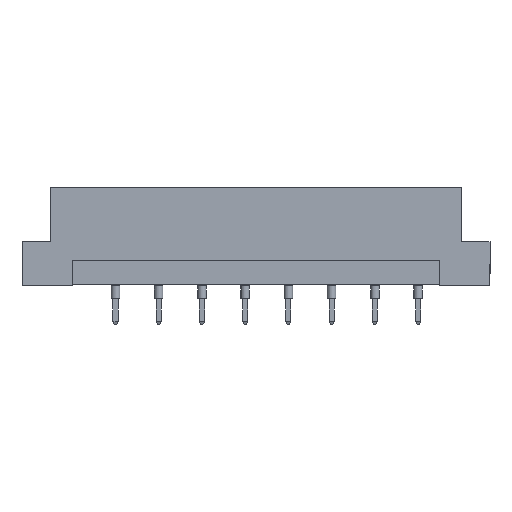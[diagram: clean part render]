
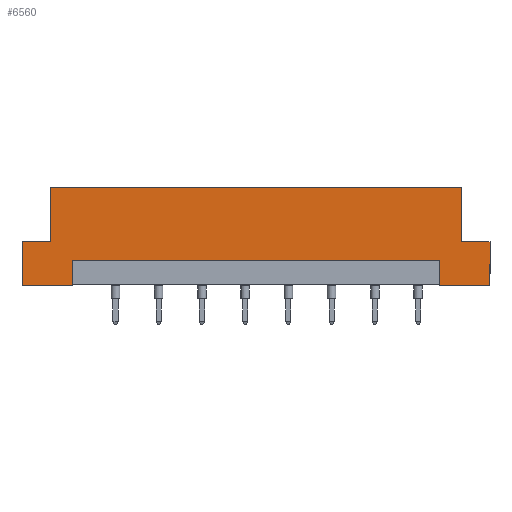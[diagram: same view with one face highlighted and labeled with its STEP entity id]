
A CAD part, front view. The second image highlights one B-rep face of the part: STEP entity #6560.
In plain terms, the highlighted planar face has unit normal (0, -1, 0).
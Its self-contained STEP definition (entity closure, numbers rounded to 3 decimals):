
#179 = CARTESIAN_POINT ( 'NONE',  ( -27.5, -4.3, 5.2 ) ) ;
#231 = VECTOR ( 'NONE', #1013, 1000. ) ;
#291 = EDGE_CURVE ( 'NONE', #6488, #2272, #386, .T. ) ;
#298 = LINE ( 'NONE', #6192, #3914 ) ;
#317 = CARTESIAN_POINT ( 'NONE',  ( -24.2, -4.3, 5.2 ) ) ;
#380 = CARTESIAN_POINT ( 'NONE',  ( -27.5, -4.3, 5.2 ) ) ;
#386 = LINE ( 'NONE', #317, #965 ) ;
#547 = CARTESIAN_POINT ( 'NONE',  ( 27.5, -4.3, 0. ) ) ;
#558 = EDGE_CURVE ( 'NONE', #4053, #6233, #706, .T. ) ;
#565 = DIRECTION ( 'NONE',  ( 0., 0., -1. ) ) ;
#602 = DIRECTION ( 'NONE',  ( 1., 0., 0. ) ) ;
#607 = CARTESIAN_POINT ( 'NONE',  ( -21.6, -4.3, 0. ) ) ;
#654 = CARTESIAN_POINT ( 'NONE',  ( -24.2, -4.3, 5.2 ) ) ;
#674 = EDGE_CURVE ( 'NONE', #4411, #6488, #4569, .T. ) ;
#706 = LINE ( 'NONE', #1185, #5005 ) ;
#719 = EDGE_LOOP ( 'NONE', ( #3977, #5352, #1067, #5408, #1017, #2641, #6444, #3864, #3343, #6584, #3232, #5366 ) ) ;
#767 = VECTOR ( 'NONE', #4639, 1000. ) ;
#938 = LINE ( 'NONE', #1397, #767 ) ;
#965 = VECTOR ( 'NONE', #6211, 1000. ) ;
#1013 = DIRECTION ( 'NONE',  ( 1., 0., 0. ) ) ;
#1017 = ORIENTED_EDGE ( 'NONE', *, *, #4424, .F. ) ;
#1067 = ORIENTED_EDGE ( 'NONE', *, *, #6388, .T. ) ;
#1185 = CARTESIAN_POINT ( 'NONE',  ( 27.5, -4.3, 11.6 ) ) ;
#1296 = DIRECTION ( 'NONE',  ( 1., 0., 0. ) ) ;
#1397 = CARTESIAN_POINT ( 'NONE',  ( 21.6, -4.3, 0.2 ) ) ;
#1505 = CARTESIAN_POINT ( 'NONE',  ( -21.6, -4.3, 3. ) ) ;
#1530 = EDGE_CURVE ( 'NONE', #4051, #5608, #6547, .T. ) ;
#1536 = LINE ( 'NONE', #6426, #3237 ) ;
#1616 = EDGE_CURVE ( 'NONE', #3690, #3454, #938, .T. ) ;
#1693 = CARTESIAN_POINT ( 'NONE',  ( 24.2, -4.3, 11.6 ) ) ;
#1710 = EDGE_CURVE ( 'NONE', #2272, #6868, #1536, .T. ) ;
#1747 = EDGE_CURVE ( 'NONE', #5532, #3454, #6879, .T. ) ;
#1751 = DIRECTION ( 'NONE',  ( 0., 0., -1. ) ) ;
#1896 = VECTOR ( 'NONE', #1296, 1000. ) ;
#1966 = PLANE ( 'NONE',  #2548 ) ;
#2233 = LINE ( 'NONE', #6029, #2664 ) ;
#2272 = VERTEX_POINT ( 'NONE', #5272 ) ;
#2298 = DIRECTION ( 'NONE',  ( 1., 0., 0. ) ) ;
#2548 = AXIS2_PLACEMENT_3D ( 'NONE', #3015, #5010, #4054 ) ;
#2641 = ORIENTED_EDGE ( 'NONE', *, *, #5027, .T. ) ;
#2664 = VECTOR ( 'NONE', #2298, 1000. ) ;
#2735 = CARTESIAN_POINT ( 'NONE',  ( -21.6, -4.3, 3. ) ) ;
#3015 = CARTESIAN_POINT ( 'NONE',  ( 27.5, -4.3, 11.6 ) ) ;
#3232 = ORIENTED_EDGE ( 'NONE', *, *, #1530, .T. ) ;
#3237 = VECTOR ( 'NONE', #602, 1000. ) ;
#3286 = DIRECTION ( 'NONE',  ( 1., 0., 0. ) ) ;
#3343 = ORIENTED_EDGE ( 'NONE', *, *, #674, .F. ) ;
#3402 = EDGE_CURVE ( 'NONE', #4411, #4051, #5267, .T. ) ;
#3454 = VERTEX_POINT ( 'NONE', #5820 ) ;
#3645 = CARTESIAN_POINT ( 'NONE',  ( -27.5, -4.3, 11.6 ) ) ;
#3657 = CARTESIAN_POINT ( 'NONE',  ( -21.6, -4.3, 0.2 ) ) ;
#3690 = VERTEX_POINT ( 'NONE', #5050 ) ;
#3864 = ORIENTED_EDGE ( 'NONE', *, *, #291, .F. ) ;
#3909 = CARTESIAN_POINT ( 'NONE',  ( -27.5, -4.3, 0. ) ) ;
#3914 = VECTOR ( 'NONE', #4556, 1000. ) ;
#3977 = ORIENTED_EDGE ( 'NONE', *, *, #1747, .T. ) ;
#4020 = VERTEX_POINT ( 'NONE', #4899 ) ;
#4051 = VERTEX_POINT ( 'NONE', #3909 ) ;
#4053 = VERTEX_POINT ( 'NONE', #6051 ) ;
#4054 = DIRECTION ( 'NONE',  ( -1., 0., 0. ) ) ;
#4176 = DIRECTION ( 'NONE',  ( 0., 0., -1. ) ) ;
#4260 = EDGE_CURVE ( 'NONE', #5532, #5608, #4780, .T. ) ;
#4411 = VERTEX_POINT ( 'NONE', #179 ) ;
#4424 = EDGE_CURVE ( 'NONE', #4020, #4053, #4987, .T. ) ;
#4531 = DIRECTION ( 'NONE',  ( 1., 0., 0. ) ) ;
#4549 = VECTOR ( 'NONE', #4531, 1000. ) ;
#4556 = DIRECTION ( 'NONE',  ( 0., 0., 1. ) ) ;
#4569 = LINE ( 'NONE', #380, #4549 ) ;
#4585 = FACE_OUTER_BOUND ( 'NONE', #719, .T. ) ;
#4639 = DIRECTION ( 'NONE',  ( 0., 0., 1. ) ) ;
#4780 = LINE ( 'NONE', #3657, #5142 ) ;
#4899 = CARTESIAN_POINT ( 'NONE',  ( 24.2, -4.3, 5.2 ) ) ;
#4987 = LINE ( 'NONE', #5029, #6592 ) ;
#5005 = VECTOR ( 'NONE', #1751, 1000. ) ;
#5010 = DIRECTION ( 'NONE',  ( 0., 1., 0. ) ) ;
#5027 = EDGE_CURVE ( 'NONE', #4020, #6868, #298, .T. ) ;
#5029 = CARTESIAN_POINT ( 'NONE',  ( 27.5, -4.3, 5.2 ) ) ;
#5050 = CARTESIAN_POINT ( 'NONE',  ( 21.6, -4.3, 0. ) ) ;
#5142 = VECTOR ( 'NONE', #565, 1000. ) ;
#5267 = LINE ( 'NONE', #3645, #5575 ) ;
#5272 = CARTESIAN_POINT ( 'NONE',  ( -24.2, -4.3, 11.6 ) ) ;
#5352 = ORIENTED_EDGE ( 'NONE', *, *, #1616, .F. ) ;
#5366 = ORIENTED_EDGE ( 'NONE', *, *, #4260, .F. ) ;
#5408 = ORIENTED_EDGE ( 'NONE', *, *, #558, .F. ) ;
#5532 = VERTEX_POINT ( 'NONE', #1505 ) ;
#5575 = VECTOR ( 'NONE', #4176, 1000. ) ;
#5608 = VERTEX_POINT ( 'NONE', #607 ) ;
#5820 = CARTESIAN_POINT ( 'NONE',  ( 21.6, -4.3, 3. ) ) ;
#6029 = CARTESIAN_POINT ( 'NONE',  ( 27.5, -4.3, 0. ) ) ;
#6051 = CARTESIAN_POINT ( 'NONE',  ( 27.5, -4.3, 5.2 ) ) ;
#6082 = CARTESIAN_POINT ( 'NONE',  ( 27.5, -4.3, 0. ) ) ;
#6192 = CARTESIAN_POINT ( 'NONE',  ( 24.2, -4.3, 5.2 ) ) ;
#6211 = DIRECTION ( 'NONE',  ( 0., 0., 1. ) ) ;
#6233 = VERTEX_POINT ( 'NONE', #547 ) ;
#6388 = EDGE_CURVE ( 'NONE', #3690, #6233, #2233, .T. ) ;
#6426 = CARTESIAN_POINT ( 'NONE',  ( 27.5, -4.3, 11.6 ) ) ;
#6444 = ORIENTED_EDGE ( 'NONE', *, *, #1710, .F. ) ;
#6488 = VERTEX_POINT ( 'NONE', #654 ) ;
#6547 = LINE ( 'NONE', #6082, #1896 ) ;
#6560 = ADVANCED_FACE ( 'NONE', ( #4585 ), #1966, .F. ) ;
#6584 = ORIENTED_EDGE ( 'NONE', *, *, #3402, .T. ) ;
#6592 = VECTOR ( 'NONE', #3286, 1000. ) ;
#6868 = VERTEX_POINT ( 'NONE', #1693 ) ;
#6879 = LINE ( 'NONE', #2735, #231 ) ;
